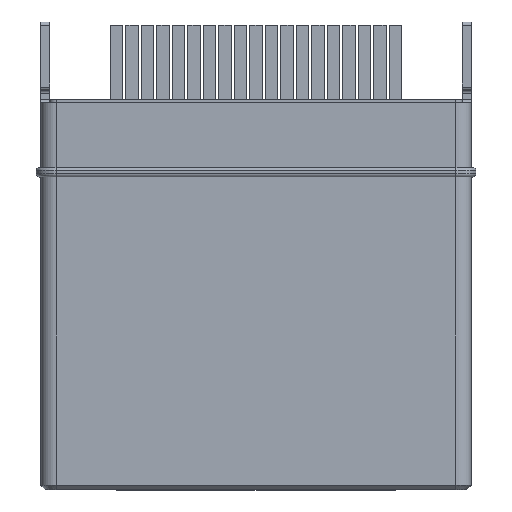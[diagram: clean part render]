
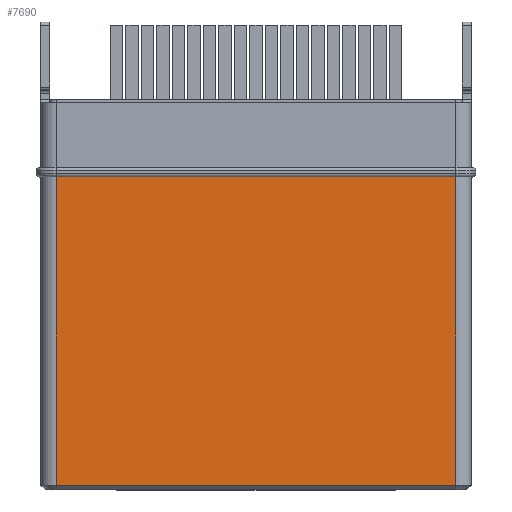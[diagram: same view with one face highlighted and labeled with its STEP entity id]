
A CAD part, top view. The second image highlights one B-rep face of the part: STEP entity #7690.
In plain terms, the highlighted planar face has unit normal (0, 0, 1).
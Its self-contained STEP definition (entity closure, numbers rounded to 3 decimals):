
#7473 = VERTEX_POINT('',#7474);
#7474 = CARTESIAN_POINT('',(6.45,-3.9,1.425));
#7481 = EDGE_CURVE('',#7473,#7482,#7484,.T.);
#7482 = VERTEX_POINT('',#7483);
#7483 = CARTESIAN_POINT('',(-6.45,-3.9,1.425));
#7484 = LINE('',#7485,#7486);
#7485 = CARTESIAN_POINT('',(6.45,-3.9,1.425));
#7486 = VECTOR('',#7487,1.);
#7487 = DIRECTION('',(-1.,0.,0.));
#7671 = EDGE_CURVE('',#7672,#7473,#7674,.T.);
#7672 = VERTEX_POINT('',#7673);
#7673 = CARTESIAN_POINT('',(6.45,-13.85,1.425));
#7674 = LINE('',#7675,#7676);
#7675 = CARTESIAN_POINT('',(6.45,-14.,1.425));
#7676 = VECTOR('',#7677,1.);
#7677 = DIRECTION('',(0.,1.,0.));
#7690 = ADVANCED_FACE('',(#7691),#7709,.T.);
#7691 = FACE_BOUND('',#7692,.T.);
#7692 = EDGE_LOOP('',(#7693,#7701,#7707,#7708));
#7693 = ORIENTED_EDGE('',*,*,#7694,.F.);
#7694 = EDGE_CURVE('',#7695,#7482,#7697,.T.);
#7695 = VERTEX_POINT('',#7696);
#7696 = CARTESIAN_POINT('',(-6.45,-13.85,1.425));
#7697 = LINE('',#7698,#7699);
#7698 = CARTESIAN_POINT('',(-6.45,-3.,1.425));
#7699 = VECTOR('',#7700,1.);
#7700 = DIRECTION('',(0.,1.,0.));
#7701 = ORIENTED_EDGE('',*,*,#7702,.F.);
#7702 = EDGE_CURVE('',#7672,#7695,#7703,.T.);
#7703 = LINE('',#7704,#7705);
#7704 = CARTESIAN_POINT('',(6.45,-13.85,1.425));
#7705 = VECTOR('',#7706,1.);
#7706 = DIRECTION('',(-1.,0.,0.));
#7707 = ORIENTED_EDGE('',*,*,#7671,.T.);
#7708 = ORIENTED_EDGE('',*,*,#7481,.T.);
#7709 = PLANE('',#7710);
#7710 = AXIS2_PLACEMENT_3D('',#7711,#7712,#7713);
#7711 = CARTESIAN_POINT('',(0.,-7.75,1.425));
#7712 = DIRECTION('',(0.,0.,1.));
#7713 = DIRECTION('',(0.,-1.,0.));
